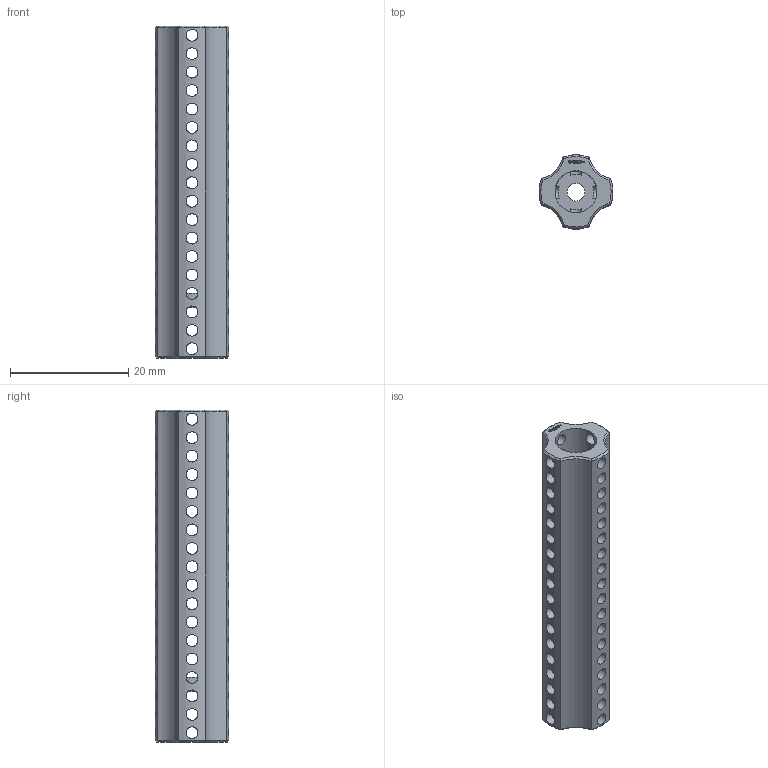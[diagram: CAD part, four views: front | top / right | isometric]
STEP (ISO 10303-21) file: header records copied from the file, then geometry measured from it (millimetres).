
FILE_DESCRIPTION(('FreeCAD Model'),'2;1');
FILE_NAME('Open CASCADE Shape Model','2024-02-18T14:29:26',(''),(''), 'Open CASCADE STEP processor 7.6','FreeCAD','Unknown');
FILE_SCHEMA(('AUTOMOTIVE_DESIGN { 1 0 10303 214 1 1 1 1 }'));
Length unit declared in the file: millimetre
Products named in the file (1): Power-Transmission Hub PLN IDX FRE TTMotor BU04.50 - SPN-PTH-0253 
(stemfie.org)
Bounding box: 12.5 x 12.5 x 56.25 mm (x, y, z)
Volume: 3277.8 mm3; surface area: 4455.7 mm2
Topology: 1 solids, 1 shells, 598 faces, 1791 edges, 1200 vertices
Faces by surface type: plane 320, extrusion 164, cylinder 92, cone 22
Full cylindrical faces by diameter (mm): 2 x72, 3 x1, 7.1 x1
Entity records: 67079 total; most frequent: CARTESIAN_POINT 33677, DIRECTION 5077, VECTOR 3983, LINE 3819, ORIENTED_EDGE 3582, PCURVE 3582, DEFINITIONAL_REPRESENTATION 3582, EDGE_CURVE 1791
